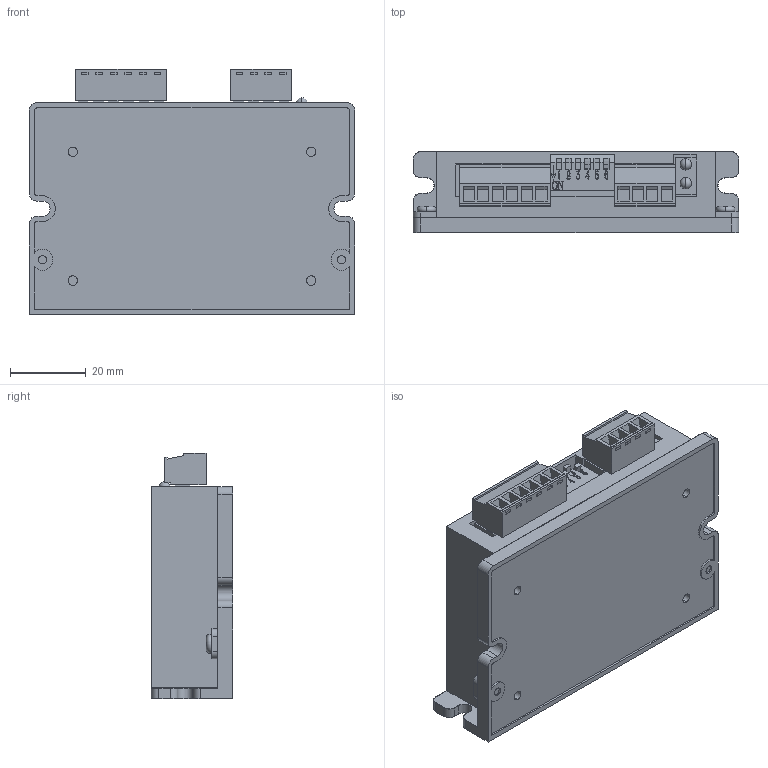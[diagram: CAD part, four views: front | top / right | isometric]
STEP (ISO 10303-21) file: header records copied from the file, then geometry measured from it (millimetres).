
FILE_DESCRIPTION (( 'STEP AP214' ), '1' );
FILE_NAME ('DM332T.STEP', '2019-09-12T08:56:06', ( '' ), ( '' ), 'SwSTEP 2.0', 'SolidWorks 2016', '' );
FILE_SCHEMA (( 'AUTOMOTIVE_DESIGN' ));
Length unit declared in the file: millimetre
Products named in the file (1): DM332T
Bounding box: 86 x 21.5 x 64.8 mm (x, y, z)
Volume: 91260.7 mm3; surface area: 20189 mm2
Topology: 1 solids, 1 shells, 953 faces, 2518 edges, 1642 vertices
Faces by surface type: plane 652, cylinder 165, bspline 103, torus 29, sphere 4
Entity records: 37356 total; most frequent: CARTESIAN_POINT 10015, ORIENTED_EDGE 5020, DIRECTION 4385, EDGE_CURVE 2510, LINE 1849, VECTOR 1849, VERTEX_POINT 1638, AXIS2_PLACEMENT_3D 1268
